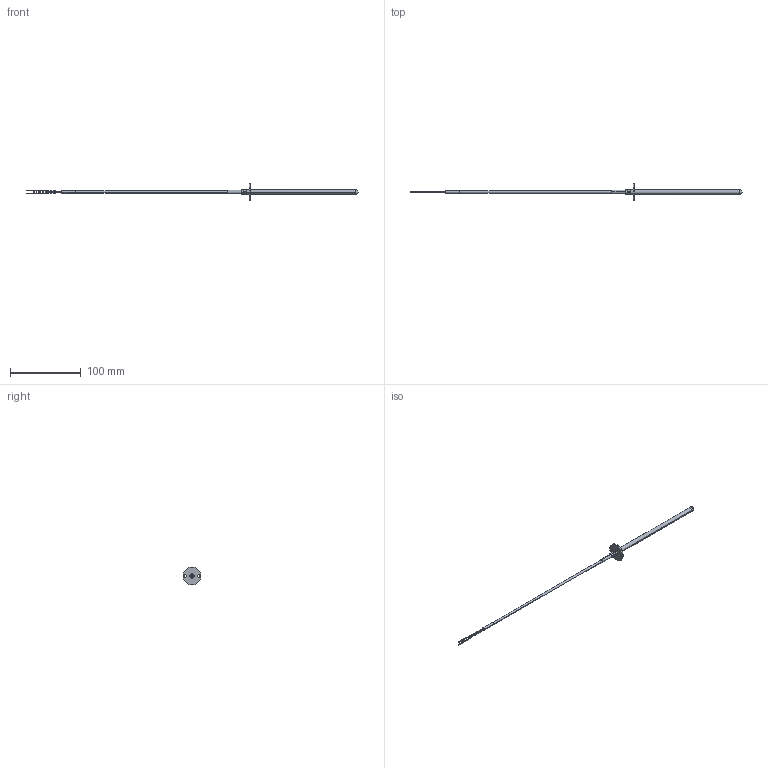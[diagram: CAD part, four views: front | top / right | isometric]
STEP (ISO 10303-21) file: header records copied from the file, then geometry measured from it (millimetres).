
FILE_DESCRIPTION (( 'STEP AP214' ), '1' );
FILE_NAME ('NTC10K3-F06L06-01.STEP', '2024-04-24T21:55:27', ( '' ), ( '' ), 'SwSTEP 2.0', 'SolidWorks 2021', '' );
FILE_SCHEMA (( 'AUTOMOTIVE_DESIGN' ));
Length unit declared in the file: inch
Products named in the file (1): NTC10K3-F06L06-01
Bounding box: 469.9 x 25.4 x 25.4 mm (x, y, z)
Volume: 4757 mm3; surface area: 11736.7 mm2
Topology: 4 solids, 5 shells, 59 faces, 118 edges, 78 vertices
Faces by surface type: plane 27, cylinder 22, bspline 10
Entity records: 1879 total; most frequent: CARTESIAN_POINT 600, DIRECTION 242, ORIENTED_EDGE 232, EDGE_CURVE 116, AXIS2_PLACEMENT_3D 102, EDGE_LOOP 78, VERTEX_POINT 78, ADVANCED_FACE 59
